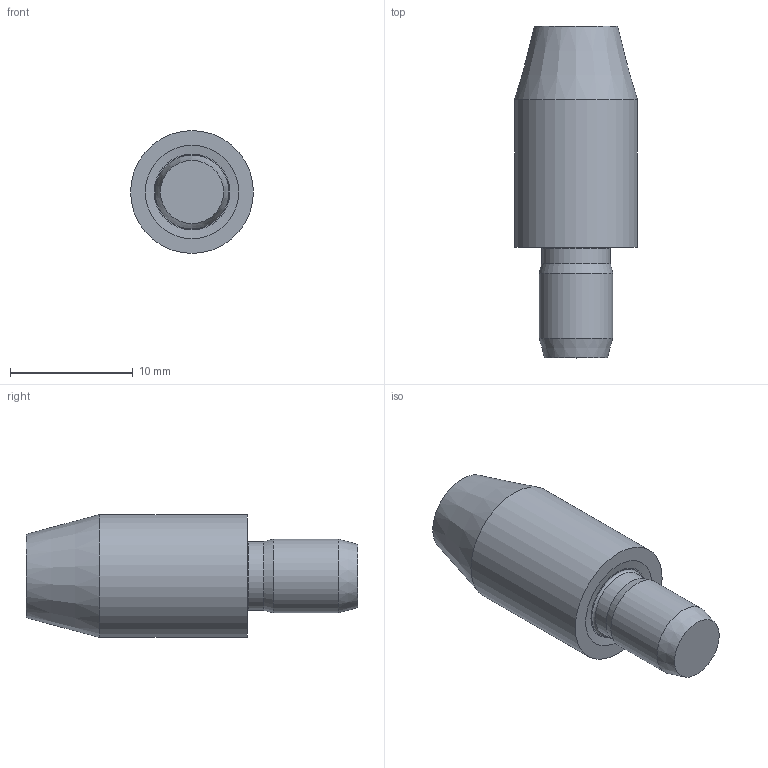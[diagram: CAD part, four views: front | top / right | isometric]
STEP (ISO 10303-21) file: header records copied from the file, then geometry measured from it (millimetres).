
FILE_DESCRIPTION( ( 'STEP AP214' ), '1' );
FILE_NAME( 'K0293.310.stp', '2020-11-27T12:54:02', ( '' ), ( '' ), ' ', 'PARTsolutions', ' ' );
FILE_SCHEMA( ( 'AUTOMOTIVE_DESIGN { 1 0 10303 214 1 1 1 1 }' ) );
Length unit declared in the file: millimetre
Products named in the file (1): _K0293.310
Bounding box: 10 x 27 x 10 mm (x, y, z)
Volume: 1519.3 mm3; surface area: 818.8 mm2
Topology: 1 solids, 1 shells, 12 faces, 19 edges, 11 vertices
Faces by surface type: cone 4, plane 4, cylinder 3, torus 1
Full cylindrical faces by diameter (mm): 5.6 x1, 6 x1, 10 x1
Entity records: 346 total; most frequent: DIRECTION 48, CARTESIAN_POINT 35, AXIS2_PLACEMENT_3D 24, EDGE_LOOP 22, ORIENTED_EDGE 22, FACE_OUTER_BOUND 16, STYLED_ITEM 12, PRESENTATION_STYLE_ASSIGNMENT 12
